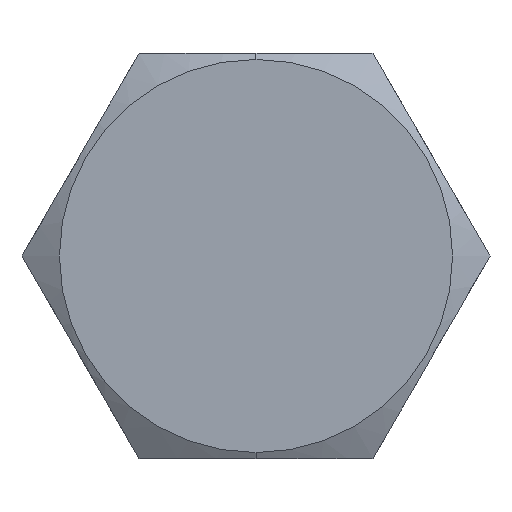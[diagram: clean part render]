
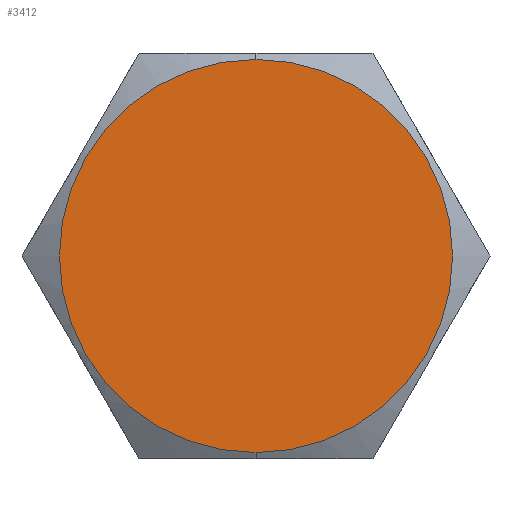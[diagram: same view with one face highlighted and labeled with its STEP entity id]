
A CAD part, left-side view. The second image highlights one B-rep face of the part: STEP entity #3412.
In plain terms, the highlighted planar face has unit normal (-1, 0, 0).
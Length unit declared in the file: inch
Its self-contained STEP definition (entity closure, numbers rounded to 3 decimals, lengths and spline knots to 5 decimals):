
#145 = VERTEX_POINT ( 'NONE', #3273 ) ;
#483 = ORIENTED_EDGE ( 'NONE', *, *, #2995, .F. ) ;
#493 = AXIS2_PLACEMENT_3D ( 'NONE', #3335, #770, #5019 ) ;
#770 = DIRECTION ( 'NONE',  ( 1., 0., 0. ) ) ;
#811 = CARTESIAN_POINT ( 'NONE',  ( -0.22225, 0., 0. ) ) ;
#1486 = ORIENTED_EDGE ( 'NONE', *, *, #5145, .F. ) ;
#1507 = PLANE ( 'NONE',  #5155 ) ;
#2197 = AXIS2_PLACEMENT_3D ( 'NONE', #811, #2814, #3777 ) ;
#2215 = EDGE_LOOP ( 'NONE', ( #1486, #483 ) ) ;
#2467 = FACE_OUTER_BOUND ( 'NONE', #2215, .T. ) ;
#2814 = DIRECTION ( 'NONE',  ( 1., 0., 0. ) ) ;
#2995 = EDGE_CURVE ( 'NONE', #145, #5002, #4591, .T. ) ;
#3145 = DIRECTION ( 'NONE',  ( 0., 0., -1. ) ) ;
#3201 = DIRECTION ( 'NONE',  ( 1., 0., 0. ) ) ;
#3273 = CARTESIAN_POINT ( 'NONE',  ( -0.22225, 0., 0.2425 ) ) ;
#3327 = CIRCLE ( 'NONE', #493, 0.2425 ) ;
#3335 = CARTESIAN_POINT ( 'NONE',  ( -0.22225, 0., 0. ) ) ;
#3412 = ADVANCED_FACE ( 'NONE', ( #2467 ), #1507, .F. ) ;
#3702 = CARTESIAN_POINT ( 'NONE',  ( -0.22225, 0., -0.2425 ) ) ;
#3777 = DIRECTION ( 'NONE',  ( 0., 0., -1. ) ) ;
#4424 = CARTESIAN_POINT ( 'NONE',  ( -0.22225, 0.28868, 0. ) ) ;
#4591 = CIRCLE ( 'NONE', #2197, 0.2425 ) ;
#5002 = VERTEX_POINT ( 'NONE', #3702 ) ;
#5019 = DIRECTION ( 'NONE',  ( 0., 0., -1. ) ) ;
#5145 = EDGE_CURVE ( 'NONE', #5002, #145, #3327, .T. ) ;
#5155 = AXIS2_PLACEMENT_3D ( 'NONE', #4424, #3201, #3145 ) ;
